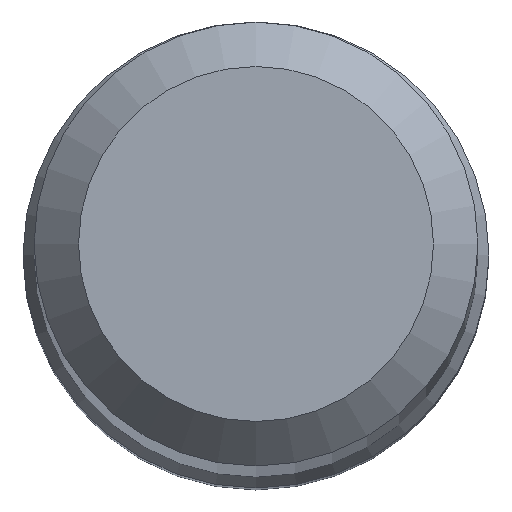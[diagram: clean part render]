
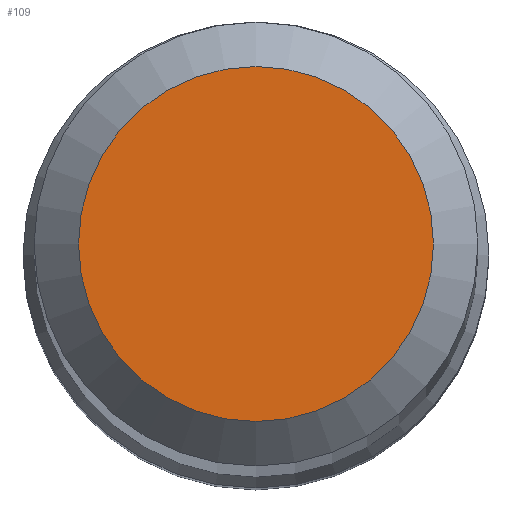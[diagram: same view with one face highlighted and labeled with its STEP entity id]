
A CAD part, top view. The second image highlights one B-rep face of the part: STEP entity #109.
In plain terms, the highlighted planar face has unit normal (0, 0, 1).
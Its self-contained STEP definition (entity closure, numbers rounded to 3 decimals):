
#2 = AXIS2_PLACEMENT_3D ( 'NONE', #119, #98, #178 ) ;
#58 = CARTESIAN_POINT ( 'NONE',  ( 0., 0., 101. ) ) ;
#73 = PLANE ( 'NONE',  #202 ) ;
#75 = FACE_OUTER_BOUND ( 'NONE', #211, .T. ) ;
#98 = DIRECTION ( 'NONE',  ( 0., 0., -1. ) ) ;
#109 = ADVANCED_FACE ( 'NONE', ( #75 ), #73, .F. ) ;
#115 = ORIENTED_EDGE ( 'NONE', *, *, #134, .F. ) ;
#119 = CARTESIAN_POINT ( 'NONE',  ( 0., 0., 101. ) ) ;
#131 = CIRCLE ( 'NONE', #2, 2.4 ) ;
#134 = EDGE_CURVE ( 'NONE', #156, #156, #131, .T. ) ;
#136 = DIRECTION ( 'NONE',  ( 0., 0., -1. ) ) ;
#154 = DIRECTION ( 'NONE',  ( 0., 1., 0. ) ) ;
#156 = VERTEX_POINT ( 'NONE', #160 ) ;
#160 = CARTESIAN_POINT ( 'NONE',  ( 0., 2.4, 101. ) ) ;
#178 = DIRECTION ( 'NONE',  ( 0., 1., 0. ) ) ;
#202 = AXIS2_PLACEMENT_3D ( 'NONE', #58, #136, #154 ) ;
#211 = EDGE_LOOP ( 'NONE', ( #115 ) ) ;
